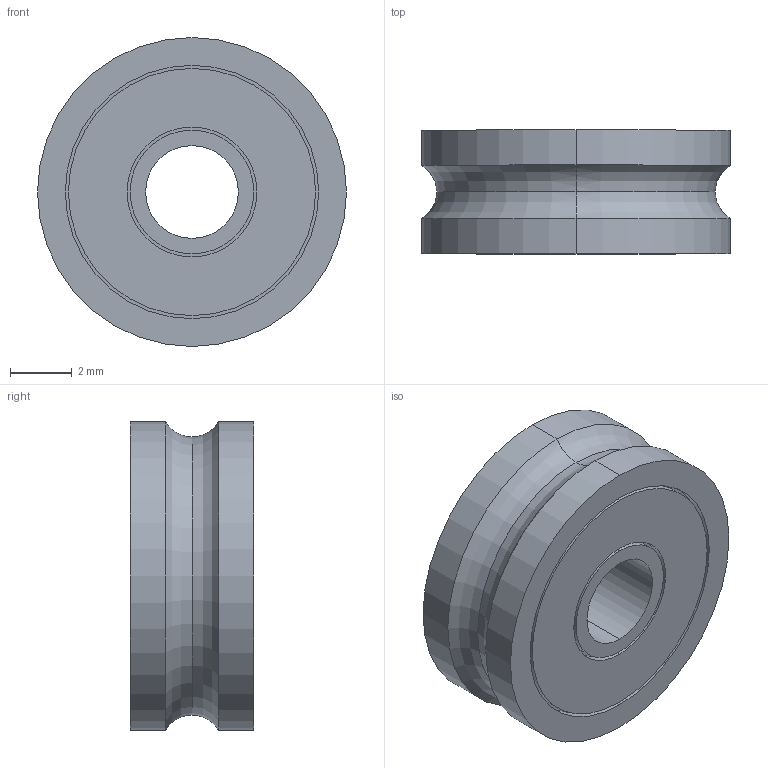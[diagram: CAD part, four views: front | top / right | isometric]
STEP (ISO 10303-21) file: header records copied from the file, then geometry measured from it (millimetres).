
FILE_DESCRIPTION (( 'STEP AP214' ), '1' );
FILE_NAME ('3X10X4 U bearing.STEP', '2022-05-02T08:25:32', ( '' ), ( '' ), 'SwSTEP 2.0', 'SolidWorks 2021', '' );
FILE_SCHEMA (( 'AUTOMOTIVE_DESIGN' ));
Length unit declared in the file: millimetre
Products named in the file (1): 3X10X4 U bearing
Bounding box: 10 x 4 x 10 mm (x, y, z)
Volume: 265.1 mm3; surface area: 359.4 mm2
Topology: 1 solids, 1 shells, 36 faces, 72 edges, 46 vertices
Faces by surface type: cylinder 22, plane 10, torus 4
Entity records: 996 total; most frequent: DIRECTION 196, CARTESIAN_POINT 155, ORIENTED_EDGE 144, AXIS2_PLACEMENT_3D 87, EDGE_CURVE 72, CIRCLE 50, VERTEX_POINT 46, EDGE_LOOP 46
